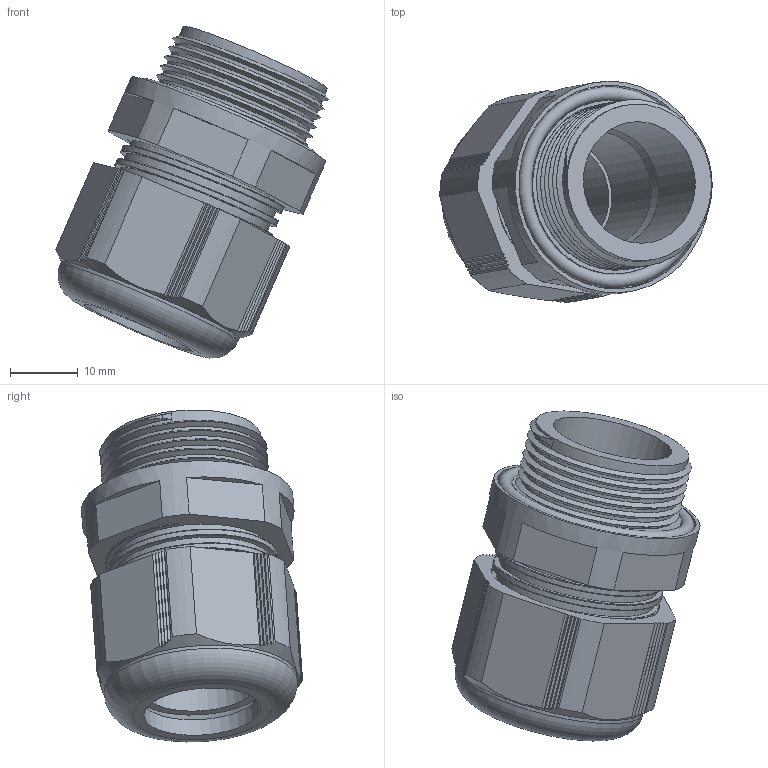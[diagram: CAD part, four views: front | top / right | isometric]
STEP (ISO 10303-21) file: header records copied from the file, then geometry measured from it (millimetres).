
FILE_DESCRIPTION(/* description */ ('Euro-Top-HP M 25x1,5'),/* implementation_level */ '2;1');
FILE_NAME(/* name */ '11084525HP-RST.stp',/* time_stamp */ '2022-10-18T13:35:21+02:00',/* author */ ('sl'),/* organization */ (''),/* preprocessor_version */ 'ST-DEVELOPER v16.5',/* originating_system */ 'Autodesk Inventor 2017',/* authorisation */ '');
FILE_SCHEMA (('AUTOMOTIVE_DESIGN { 1 0 10303 214 3 1 1 }'));
Length unit declared in the file: millimetre
Products named in the file (5): 11080525HP; 11080525HP_1; 11080525HP_2; 11080525HP_3; 11080525HP_4
Assembly tree (4 placements, depth 2):
  11080525HP
    11080525HP_1
    11080525HP_2
    11080525HP_3
    11080525HP_4
Bounding box: 40.33 x 32.75 x 49.15 mm (x, y, z)
Volume: 15459.4 mm3; surface area: 15272.8 mm2
Topology: 4 solids, 4 shells, 290 faces, 819 edges, 541 vertices
Faces by surface type: plane 163, cylinder 93, torus 18, bspline 10, cone 6
Full cylindrical faces by diameter (mm): 16.43 x1, 17.37 x1, 17.4 x1, 18.05 x1, 18.65 x1, 19.34 x1, 20.4 x1, 20.93 x1, 23.248 x6, 25.66 x7, 25.8 x1, 28.66 x1, 30.23 x1, 31.42 x1
Entity records: 14674 total; most frequent: CARTESIAN_POINT 7220, ORIENTED_EDGE 1520, DIRECTION 1490, EDGE_CURVE 760, AXIS2_PLACEMENT_3D 550, VERTEX_POINT 515, LINE 390, VECTOR 390
